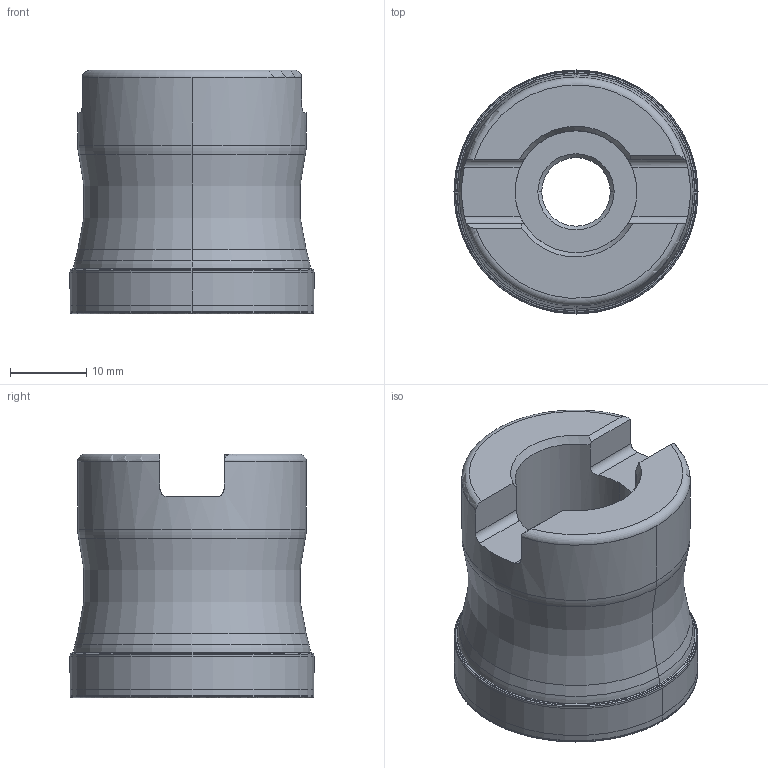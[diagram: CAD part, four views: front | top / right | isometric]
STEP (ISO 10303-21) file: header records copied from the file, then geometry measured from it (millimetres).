
FILE_DESCRIPTION((''),'2;1');
FILE_NAME('2J1D032R00','2015-10-30T',('nassauer'),(''),'PRO/ENGINEER BY PARAMETRIC TECHNOLOGY CORPORATION, 2011490','PRO/ENGINEER BY PARAMETRIC TECHNOLOGY CORPORATION, 2011490','');
FILE_SCHEMA(('AUTOMOTIVE_DESIGN { 1 2 10303 214 0 1 1 1 }'));
Length unit declared in the file: millimetre
Products named in the file (3): NOCUT; CUT; 2J1D032R00
Assembly tree (2 placements, depth 2):
  2J1D032R00
    NOCUT
    CUT
Bounding box: 32.01 x 32.01 x 32 mm (x, y, z)
Volume: 17779.4 mm3; surface area: 7361.6 mm2
Topology: 2 solids, 2 shells, 103 faces, 229 edges, 134 vertices
Faces by surface type: revolution 46, torus 16, plane 15, cylinder 14, cone 12
Entity records: 6653 total; most frequent: CARTESIAN_POINT 3528, DIRECTION 463, ORIENTED_EDGE 452, PRESENTATION_STYLE_ASSIGNMENT 235, STYLED_ITEM 235, CURVE_STYLE 233, EDGE_CURVE 226, AXIS2_PLACEMENT_3D 186
